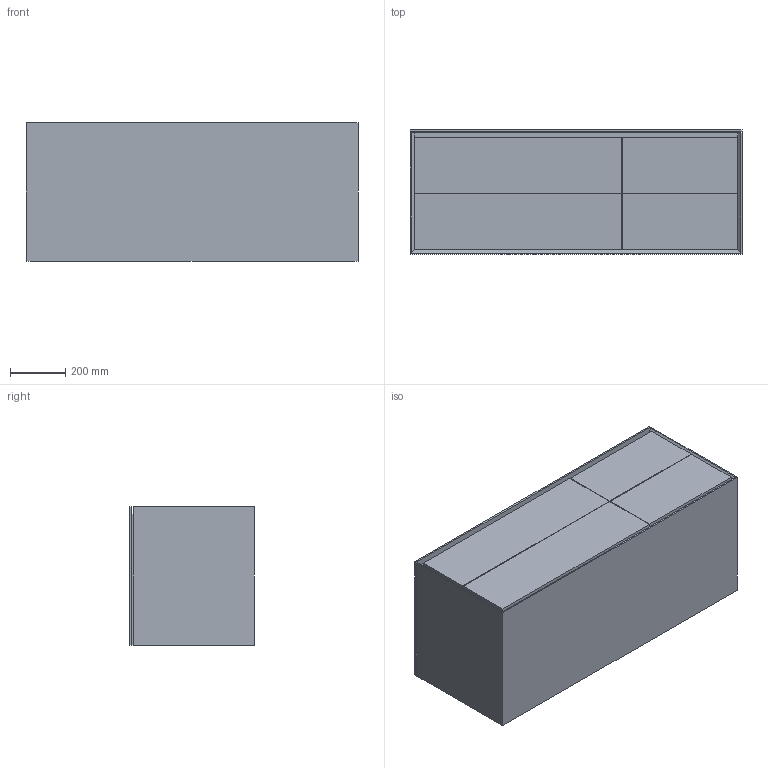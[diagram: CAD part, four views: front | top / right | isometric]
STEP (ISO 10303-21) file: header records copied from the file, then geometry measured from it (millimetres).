
FILE_DESCRIPTION (( 'STEP AP203' ), '1' );
FILE_NAME ('ISSY GLIDE TWIN VU 1200 SB_Rev0.STEP', '2022-04-03T11:34:52', ( '' ), ( '' ), 'SwSTEP 2.0', 'SolidWorks 2020', '' );
FILE_SCHEMA (( 'CONFIG_CONTROL_DESIGN' ));
Length unit declared in the file: millimetre
Products named in the file (1): ISSY GLIDE TWIN VU 1200 SB_Rev0
Bounding box: 1200 x 450 x 500 mm (x, y, z)
Volume: 257377796.8 mm3; surface area: 2956023.5 mm2
Topology: 1 solids, 1 shells, 62 faces, 149 edges, 96 vertices
Faces by surface type: plane 50, cylinder 10, bspline 2
Entity records: 2928 total; most frequent: CARTESIAN_POINT 1410, ORIENTED_EDGE 298, DIRECTION 281, EDGE_CURVE 149, VECTOR 123, LINE 123, VERTEX_POINT 96, AXIS2_PLACEMENT_3D 79
